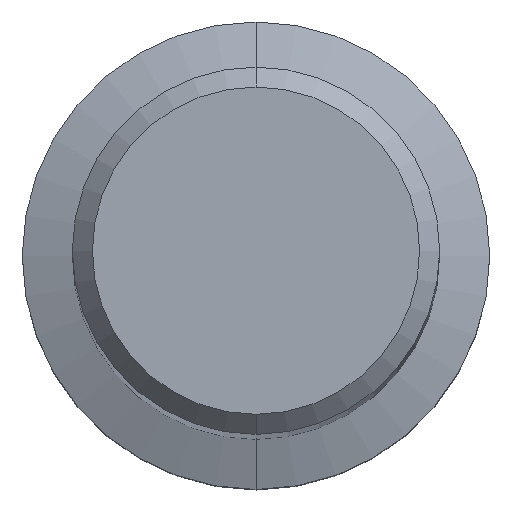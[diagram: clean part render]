
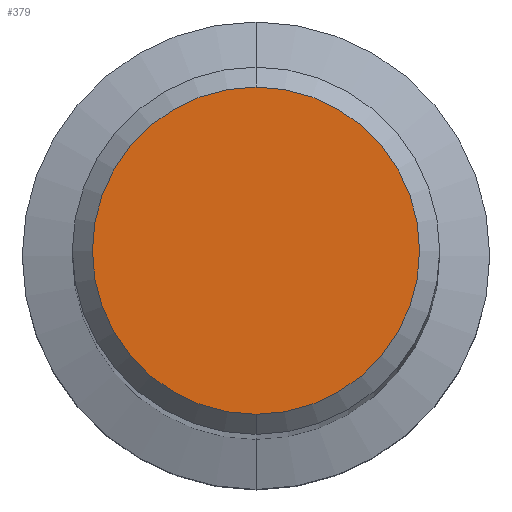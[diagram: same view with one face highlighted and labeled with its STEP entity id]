
A CAD part, top view. The second image highlights one B-rep face of the part: STEP entity #379.
In plain terms, the highlighted planar face has unit normal (0, 0, 1).
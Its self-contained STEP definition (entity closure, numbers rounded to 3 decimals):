
#321=VERTEX_POINT('',#689);
#379=ADVANCED_FACE('',(#751),#752,.T.);
#405=VERTEX_POINT('',#781);
#425=EDGE_CURVE('',#321,#405,#804,.T.);
#521=EDGE_CURVE('',#405,#321,#909,.T.);
#689=CARTESIAN_POINT('',(0.0,4.9,0.0));
#751=FACE_OUTER_BOUND('',#1373,.T.);
#752=PLANE('',#1374);
#781=CARTESIAN_POINT('',(0.,-4.9,0.0));
#804=CIRCLE('',#1452,4.9);
#909=CIRCLE('',#1652,4.9);
#1373=EDGE_LOOP('',(#1904,#1905));
#1374=AXIS2_PLACEMENT_3D('',#1906,#1907,#1908);
#1452=AXIS2_PLACEMENT_3D('',#1967,#1968,#1969);
#1652=AXIS2_PLACEMENT_3D('',#2085,#2086,#2087);
#1904=ORIENTED_EDGE('',*,*,#425,.F.);
#1905=ORIENTED_EDGE('',*,*,#521,.F.);
#1906=CARTESIAN_POINT('',(0.0,2.45,0.0));
#1907=DIRECTION('',(-0.0,0.0,1.0));
#1908=DIRECTION('',(0.0,-1.0,0.0));
#1967=CARTESIAN_POINT('',(0.0,0.0,0.0));
#1968=DIRECTION('',(0.0,0.0,-1.0));
#1969=DIRECTION('',(0.0,1.0,0.0));
#2085=CARTESIAN_POINT('',(0.0,0.0,0.0));
#2086=DIRECTION('',(0.0,0.0,-1.0));
#2087=DIRECTION('',(0.0,1.0,0.0));
